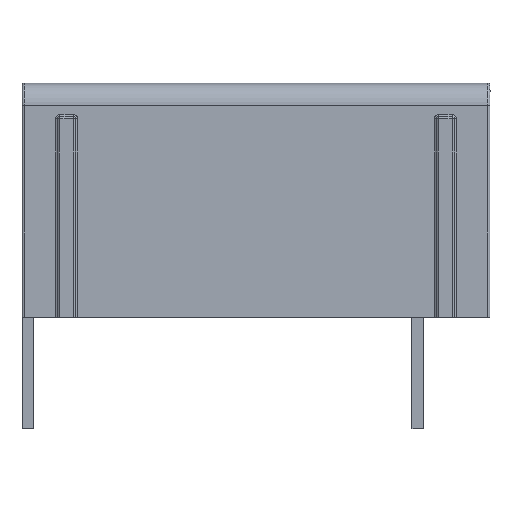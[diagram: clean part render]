
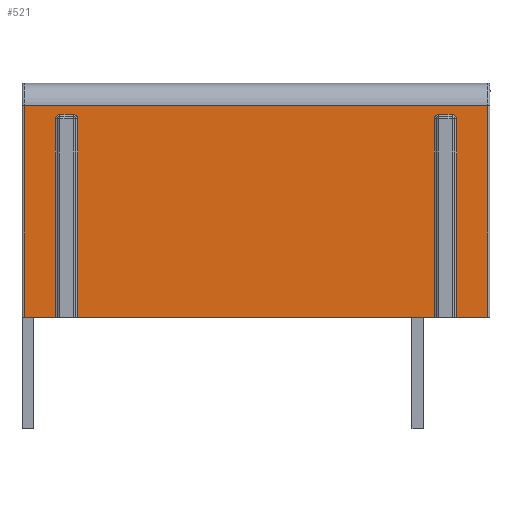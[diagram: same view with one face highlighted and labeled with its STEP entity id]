
A CAD part, front view. The second image highlights one B-rep face of the part: STEP entity #521.
In plain terms, the highlighted planar face has unit normal (0, -1, 0).
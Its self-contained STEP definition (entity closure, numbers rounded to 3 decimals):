
#39 = EDGE_CURVE ( 'NONE', #566, #405, #2850, .T. ) ;
#56 = CARTESIAN_POINT ( 'NONE',  ( 20.75, -3.75, 9.1 ) ) ;
#75 = PLANE ( 'NONE',  #1304 ) ;
#154 = EDGE_CURVE ( 'NONE', #1068, #511, #2597, .T. ) ;
#193 = VERTEX_POINT ( 'NONE', #866 ) ;
#228 = LINE ( 'NONE', #56, #2437 ) ;
#349 = ORIENTED_EDGE ( 'NONE', *, *, #2076, .T. ) ;
#373 = LINE ( 'NONE', #2078, #1902 ) ;
#405 = VERTEX_POINT ( 'NONE', #602 ) ;
#452 = LINE ( 'NONE', #1481, #1894 ) ;
#497 = CARTESIAN_POINT ( 'NONE',  ( 1.25, -3.75, 8.9 ) ) ;
#511 = VERTEX_POINT ( 'NONE', #1514 ) ;
#521 = ADVANCED_FACE ( 'NONE', ( #1330 ), #75, .T. ) ;
#532 = CARTESIAN_POINT ( 'NONE',  ( 18.45, -3.75, 8.9 ) ) ;
#541 = DIRECTION ( 'NONE',  ( 0., 1., 0. ) ) ;
#552 = CIRCLE ( 'NONE', #2940, 0.2 ) ;
#554 = DIRECTION ( 'NONE',  ( 0., 0., 1. ) ) ;
#566 = VERTEX_POINT ( 'NONE', #2697 ) ;
#600 = CARTESIAN_POINT ( 'NONE',  ( 1.45, -3.75, 8.9 ) ) ;
#602 = CARTESIAN_POINT ( 'NONE',  ( 1.25, -3.75, 0. ) ) ;
#611 = DIRECTION ( 'NONE',  ( 0., 1., 0. ) ) ;
#626 = DIRECTION ( 'NONE',  ( 0., 0., 1. ) ) ;
#721 = VERTEX_POINT ( 'NONE', #1591 ) ;
#733 = CARTESIAN_POINT ( 'NONE',  ( 20.75, -3.75, 9.5 ) ) ;
#734 = VECTOR ( 'NONE', #3157, 1000. ) ;
#759 = LINE ( 'NONE', #3398, #2193 ) ;
#773 = DIRECTION ( 'NONE',  ( -1., 0., 0. ) ) ;
#862 = VERTEX_POINT ( 'NONE', #2803 ) ;
#866 = CARTESIAN_POINT ( 'NONE',  ( 19.05, -3.75, 9.1 ) ) ;
#918 = EDGE_CURVE ( 'NONE', #405, #2052, #3003, .T. ) ;
#994 = EDGE_CURVE ( 'NONE', #862, #2649, #1418, .T. ) ;
#999 = EDGE_CURVE ( 'NONE', #2052, #2551, #552, .T. ) ;
#1052 = CARTESIAN_POINT ( 'NONE',  ( 2.05, -3.75, 8.9 ) ) ;
#1061 = VECTOR ( 'NONE', #773, 1000. ) ;
#1068 = VERTEX_POINT ( 'NONE', #1501 ) ;
#1073 = EDGE_CURVE ( 'NONE', #721, #2609, #373, .T. ) ;
#1208 = ORIENTED_EDGE ( 'NONE', *, *, #2088, .T. ) ;
#1224 = ORIENTED_EDGE ( 'NONE', *, *, #154, .T. ) ;
#1239 = DIRECTION ( 'NONE',  ( 0., -1., 0. ) ) ;
#1267 = CARTESIAN_POINT ( 'NONE',  ( 20.65, -3.75, 0. ) ) ;
#1284 = DIRECTION ( 'NONE',  ( 0., 1., 0. ) ) ;
#1304 = AXIS2_PLACEMENT_3D ( 'NONE', #2087, #1239, #3214 ) ;
#1326 = CARTESIAN_POINT ( 'NONE',  ( 19.25, -3.75, 0. ) ) ;
#1330 = FACE_OUTER_BOUND ( 'NONE', #1953, .T. ) ;
#1390 = ORIENTED_EDGE ( 'NONE', *, *, #3641, .T. ) ;
#1418 = CIRCLE ( 'NONE', #3309, 0.2 ) ;
#1456 = LINE ( 'NONE', #3376, #2303 ) ;
#1481 = CARTESIAN_POINT ( 'NONE',  ( -0.15, -3.75, 0. ) ) ;
#1501 = CARTESIAN_POINT ( 'NONE',  ( 20.65, -3.75, 9.5 ) ) ;
#1514 = CARTESIAN_POINT ( 'NONE',  ( -0.15, -3.75, 9.5 ) ) ;
#1515 = VECTOR ( 'NONE', #3691, 1000. ) ;
#1518 = VERTEX_POINT ( 'NONE', #3393 ) ;
#1550 = EDGE_CURVE ( 'NONE', #1518, #3293, #3225, .T. ) ;
#1591 = CARTESIAN_POINT ( 'NONE',  ( 2.25, -3.75, 0. ) ) ;
#1631 = LINE ( 'NONE', #2571, #3623 ) ;
#1764 = CARTESIAN_POINT ( 'NONE',  ( 1.45, -3.75, 9.1 ) ) ;
#1765 = DIRECTION ( 'NONE',  ( 1., 0., 0. ) ) ;
#1817 = CARTESIAN_POINT ( 'NONE',  ( 18.45, -3.75, 9.1 ) ) ;
#1855 = EDGE_CURVE ( 'NONE', #3206, #1068, #3000, .T. ) ;
#1894 = VECTOR ( 'NONE', #2136, 1000. ) ;
#1902 = VECTOR ( 'NONE', #1765, 1000. ) ;
#1953 = EDGE_LOOP ( 'NONE', ( #2813, #349, #3589, #2378, #1224, #2009, #2937, #3521, #2509, #1965, #2040, #1390, #2113, #1208, #3210, #2765 ) ) ;
#1965 = ORIENTED_EDGE ( 'NONE', *, *, #1992, .T. ) ;
#1992 = EDGE_CURVE ( 'NONE', #2551, #1518, #3310, .T. ) ;
#2009 = ORIENTED_EDGE ( 'NONE', *, *, #2402, .T. ) ;
#2040 = ORIENTED_EDGE ( 'NONE', *, *, #1550, .T. ) ;
#2052 = VERTEX_POINT ( 'NONE', #497 ) ;
#2076 = EDGE_CURVE ( 'NONE', #2284, #3341, #1456, .T. ) ;
#2078 = CARTESIAN_POINT ( 'NONE',  ( 20.75, -3.75, 0. ) ) ;
#2087 = CARTESIAN_POINT ( 'NONE',  ( 20.75, -3.75, 0. ) ) ;
#2088 = EDGE_CURVE ( 'NONE', #2609, #862, #1631, .T. ) ;
#2103 = VECTOR ( 'NONE', #3417, 1000. ) ;
#2113 = ORIENTED_EDGE ( 'NONE', *, *, #1073, .T. ) ;
#2136 = DIRECTION ( 'NONE',  ( 0., 0., -1. ) ) ;
#2193 = VECTOR ( 'NONE', #3692, 1000. ) ;
#2249 = EDGE_CURVE ( 'NONE', #2649, #193, #228, .T. ) ;
#2255 = CARTESIAN_POINT ( 'NONE',  ( 19.25, -3.75, 8.9 ) ) ;
#2284 = VERTEX_POINT ( 'NONE', #2255 ) ;
#2303 = VECTOR ( 'NONE', #3251, 1000. ) ;
#2378 = ORIENTED_EDGE ( 'NONE', *, *, #1855, .T. ) ;
#2388 = DIRECTION ( 'NONE',  ( 1., 0., 0. ) ) ;
#2402 = EDGE_CURVE ( 'NONE', #511, #566, #452, .T. ) ;
#2437 = VECTOR ( 'NONE', #2388, 1000. ) ;
#2509 = ORIENTED_EDGE ( 'NONE', *, *, #999, .T. ) ;
#2551 = VERTEX_POINT ( 'NONE', #1764 ) ;
#2553 = AXIS2_PLACEMENT_3D ( 'NONE', #1052, #3668, #3684 ) ;
#2571 = CARTESIAN_POINT ( 'NONE',  ( 18.25, -3.75, 0. ) ) ;
#2590 = CARTESIAN_POINT ( 'NONE',  ( 18.25, -3.75, 0. ) ) ;
#2597 = LINE ( 'NONE', #733, #1061 ) ;
#2609 = VERTEX_POINT ( 'NONE', #2590 ) ;
#2649 = VERTEX_POINT ( 'NONE', #1817 ) ;
#2697 = CARTESIAN_POINT ( 'NONE',  ( -0.15, -3.75, 0. ) ) ;
#2723 = EDGE_CURVE ( 'NONE', #193, #2284, #3066, .T. ) ;
#2765 = ORIENTED_EDGE ( 'NONE', *, *, #2249, .T. ) ;
#2778 = DIRECTION ( 'NONE',  ( 1., 0., 0. ) ) ;
#2787 = CARTESIAN_POINT ( 'NONE',  ( 20.75, -3.75, 9.1 ) ) ;
#2803 = CARTESIAN_POINT ( 'NONE',  ( 18.25, -3.75, 8.9 ) ) ;
#2813 = ORIENTED_EDGE ( 'NONE', *, *, #2723, .T. ) ;
#2850 = LINE ( 'NONE', #3198, #2103 ) ;
#2870 = CARTESIAN_POINT ( 'NONE',  ( 2.25, -3.75, 0. ) ) ;
#2881 = AXIS2_PLACEMENT_3D ( 'NONE', #2979, #1284, #3262 ) ;
#2890 = VECTOR ( 'NONE', #3445, 1000. ) ;
#2937 = ORIENTED_EDGE ( 'NONE', *, *, #39, .T. ) ;
#2940 = AXIS2_PLACEMENT_3D ( 'NONE', #600, #611, #626 ) ;
#2972 = LINE ( 'NONE', #2870, #2890 ) ;
#2979 = CARTESIAN_POINT ( 'NONE',  ( 19.05, -3.75, 8.9 ) ) ;
#2991 = EDGE_CURVE ( 'NONE', #3341, #3206, #759, .T. ) ;
#3000 = LINE ( 'NONE', #3140, #734 ) ;
#3003 = LINE ( 'NONE', #3396, #1515 ) ;
#3066 = CIRCLE ( 'NONE', #2881, 0.2 ) ;
#3140 = CARTESIAN_POINT ( 'NONE',  ( 20.65, -3.75, 0. ) ) ;
#3157 = DIRECTION ( 'NONE',  ( 0., 0., 1. ) ) ;
#3198 = CARTESIAN_POINT ( 'NONE',  ( 20.75, -3.75, 0. ) ) ;
#3206 = VERTEX_POINT ( 'NONE', #1267 ) ;
#3210 = ORIENTED_EDGE ( 'NONE', *, *, #994, .T. ) ;
#3214 = DIRECTION ( 'NONE',  ( 0., 0., -1. ) ) ;
#3222 = VECTOR ( 'NONE', #2778, 1000. ) ;
#3225 = CIRCLE ( 'NONE', #2553, 0.2 ) ;
#3251 = DIRECTION ( 'NONE',  ( 0., 0., -1. ) ) ;
#3262 = DIRECTION ( 'NONE',  ( 0., 0., 1. ) ) ;
#3293 = VERTEX_POINT ( 'NONE', #3296 ) ;
#3296 = CARTESIAN_POINT ( 'NONE',  ( 2.25, -3.75, 8.9 ) ) ;
#3309 = AXIS2_PLACEMENT_3D ( 'NONE', #532, #541, #554 ) ;
#3310 = LINE ( 'NONE', #2787, #3222 ) ;
#3341 = VERTEX_POINT ( 'NONE', #1326 ) ;
#3376 = CARTESIAN_POINT ( 'NONE',  ( 19.25, -3.75, 0. ) ) ;
#3393 = CARTESIAN_POINT ( 'NONE',  ( 2.05, -3.75, 9.1 ) ) ;
#3396 = CARTESIAN_POINT ( 'NONE',  ( 1.25, -3.75, 0. ) ) ;
#3398 = CARTESIAN_POINT ( 'NONE',  ( 20.75, -3.75, 0. ) ) ;
#3417 = DIRECTION ( 'NONE',  ( 1., 0., 0. ) ) ;
#3440 = DIRECTION ( 'NONE',  ( 0., 0., 1. ) ) ;
#3445 = DIRECTION ( 'NONE',  ( 0., 0., -1. ) ) ;
#3521 = ORIENTED_EDGE ( 'NONE', *, *, #918, .T. ) ;
#3589 = ORIENTED_EDGE ( 'NONE', *, *, #2991, .T. ) ;
#3623 = VECTOR ( 'NONE', #3440, 1000. ) ;
#3641 = EDGE_CURVE ( 'NONE', #3293, #721, #2972, .T. ) ;
#3668 = DIRECTION ( 'NONE',  ( 0., 1., 0. ) ) ;
#3684 = DIRECTION ( 'NONE',  ( -1., 0., 0. ) ) ;
#3691 = DIRECTION ( 'NONE',  ( 0., 0., 1. ) ) ;
#3692 = DIRECTION ( 'NONE',  ( 1., 0., 0. ) ) ;
